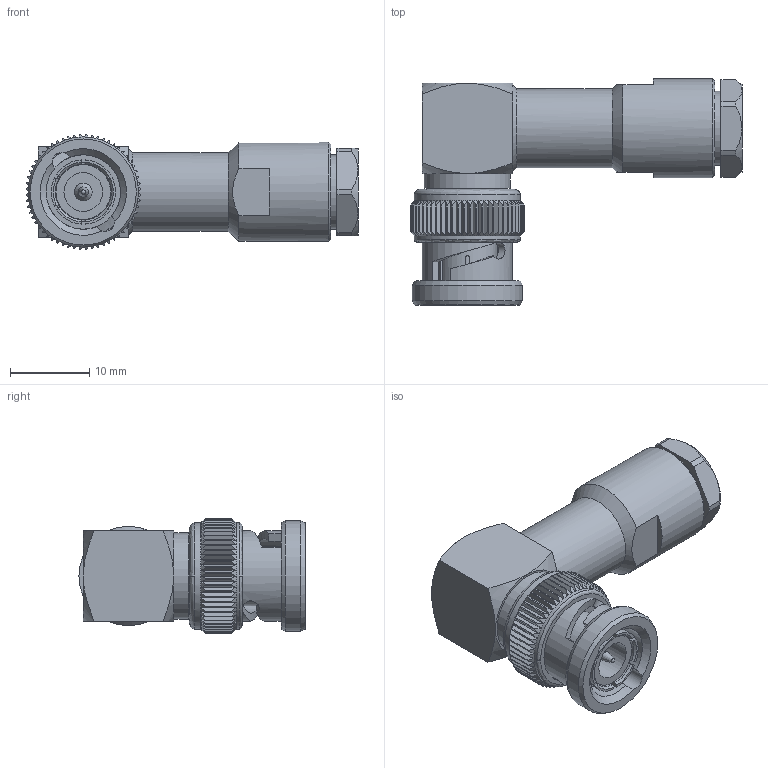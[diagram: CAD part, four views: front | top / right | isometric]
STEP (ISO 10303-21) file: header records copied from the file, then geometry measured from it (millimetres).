
FILE_DESCRIPTION (( 'STEP AP203' ), '1' );
FILE_NAME ('PE4388_3D.step', '2021-07-12T15:40:15', ( '' ), ( '' ), 'SwSTEP 2.0', 'SolidWorks 2020', '' );
FILE_SCHEMA (( 'CONFIG_CONTROL_DESIGN' ));
Length unit declared in the file: inch
Products named in the file (1): PE4388_3D
Bounding box: 41.9 x 28.54 x 14.46 mm (x, y, z)
Volume: 5832.3 mm3; surface area: 4226 mm2
Topology: 1 solids, 4 shells, 463 faces, 1060 edges, 618 vertices
Faces by surface type: plane 182, cone 159, cylinder 109, bspline 13
Full cylindrical faces by diameter (mm): 0.711 x1, 1.016 x1, 1.092 x1, 1.27 x2, 1.627 x1, 2.054 x1, 2.159 x1, 2.184 x1, 2.212 x1, 3.81 x1, 4.877 x1, 6.716 x1, 6.904 x1, 7.057 x1, 7.501 x1, 9.355 x1, 9.395 x1, 9.963 x1, 9.991 x1, 10.883 x1, 11.112 x2, 11.395 x1, 11.515 x1, 12.5 x1, 13.38 x2, 13.922 x1
Entity records: 14625 total; most frequent: CARTESIAN_POINT 4935, ORIENTED_EDGE 1998, DIRECTION 1928, EDGE_CURVE 999, AXIS2_PLACEMENT_3D 818, VERTEX_POINT 599, EDGE_LOOP 528, FACE_OUTER_BOUND 492
